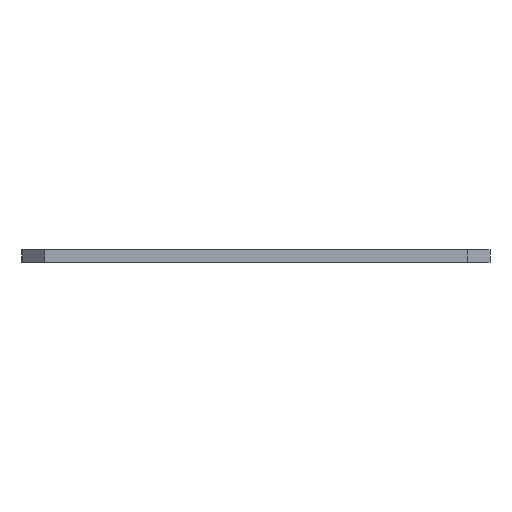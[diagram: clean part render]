
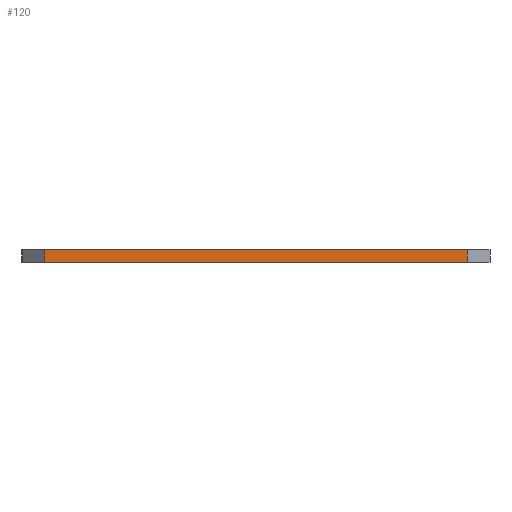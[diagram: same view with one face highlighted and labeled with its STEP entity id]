
A CAD part, front view. The second image highlights one B-rep face of the part: STEP entity #120.
In plain terms, the highlighted planar face has unit normal (0, -1, 0).
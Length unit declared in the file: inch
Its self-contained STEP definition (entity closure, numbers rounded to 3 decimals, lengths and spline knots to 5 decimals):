
#34 = VERTEX_POINT ( 'NONE', #407 ) ;
#36 = EDGE_CURVE ( 'NONE', #265, #34, #409, .T. ) ;
#47 = ORIENTED_EDGE ( 'NONE', *, *, #59, .F. ) ;
#59 = EDGE_CURVE ( 'NONE', #246, #34, #373, .T. ) ;
#63 = EDGE_CURVE ( 'NONE', #193, #265, #356, .T. ) ;
#66 = EDGE_LOOP ( 'NONE', ( #97, #47, #96, #98 ) ) ;
#96 = ORIENTED_EDGE ( 'NONE', *, *, #247, .F. ) ;
#97 = ORIENTED_EDGE ( 'NONE', *, *, #36, .T. ) ;
#98 = ORIENTED_EDGE ( 'NONE', *, *, #63, .T. ) ;
#120 = ADVANCED_FACE ( 'NONE', ( #509 ), #512, .F. ) ;
#193 = VERTEX_POINT ( 'NONE', #691 ) ;
#232 = DIRECTION ( 'NONE',  ( 1., 0., 0. ) ) ;
#233 = VECTOR ( 'NONE', #232, 39.37008 ) ;
#237 = CARTESIAN_POINT ( 'NONE',  ( -4.119, -6., 0.125 ) ) ;
#238 = LINE ( 'NONE', #237, #233 ) ;
#246 = VERTEX_POINT ( 'NONE', #562 ) ;
#247 = EDGE_CURVE ( 'NONE', #193, #246, #238, .T. ) ;
#265 = VERTEX_POINT ( 'NONE', #836 ) ;
#353 = DIRECTION ( 'NONE',  ( 0., 0., -1. ) ) ;
#354 = VECTOR ( 'NONE', #353, 39.37008 ) ;
#355 = CARTESIAN_POINT ( 'NONE',  ( -4.119, -6., 0.125 ) ) ;
#356 = LINE ( 'NONE', #355, #354 ) ;
#360 = DIRECTION ( 'NONE',  ( 0., 0., -1. ) ) ;
#361 = VECTOR ( 'NONE', #360, 39.37008 ) ;
#362 = CARTESIAN_POINT ( 'NONE',  ( 4.119, -6., 0.125 ) ) ;
#373 = LINE ( 'NONE', #362, #361 ) ;
#393 = DIRECTION ( 'NONE',  ( 1., 0., 0. ) ) ;
#394 = VECTOR ( 'NONE', #393, 39.37008 ) ;
#407 = CARTESIAN_POINT ( 'NONE',  ( 4.119, -6., -0.125 ) ) ;
#408 = CARTESIAN_POINT ( 'NONE',  ( -4.119, -6., -0.125 ) ) ;
#409 = LINE ( 'NONE', #408, #394 ) ;
#504 = DIRECTION ( 'NONE',  ( -1., 0., 0. ) ) ;
#505 = DIRECTION ( 'NONE',  ( 0., 1., 0. ) ) ;
#506 = CARTESIAN_POINT ( 'NONE',  ( -4.119, -6., 0.125 ) ) ;
#509 = FACE_OUTER_BOUND ( 'NONE', #66, .T. ) ;
#510 = AXIS2_PLACEMENT_3D ( 'NONE', #506, #505, #504 ) ;
#512 = PLANE ( 'NONE',  #510 ) ;
#562 = CARTESIAN_POINT ( 'NONE',  ( 4.119, -6., 0.125 ) ) ;
#691 = CARTESIAN_POINT ( 'NONE',  ( -4.119, -6., 0.125 ) ) ;
#836 = CARTESIAN_POINT ( 'NONE',  ( -4.119, -6., -0.125 ) ) ;
